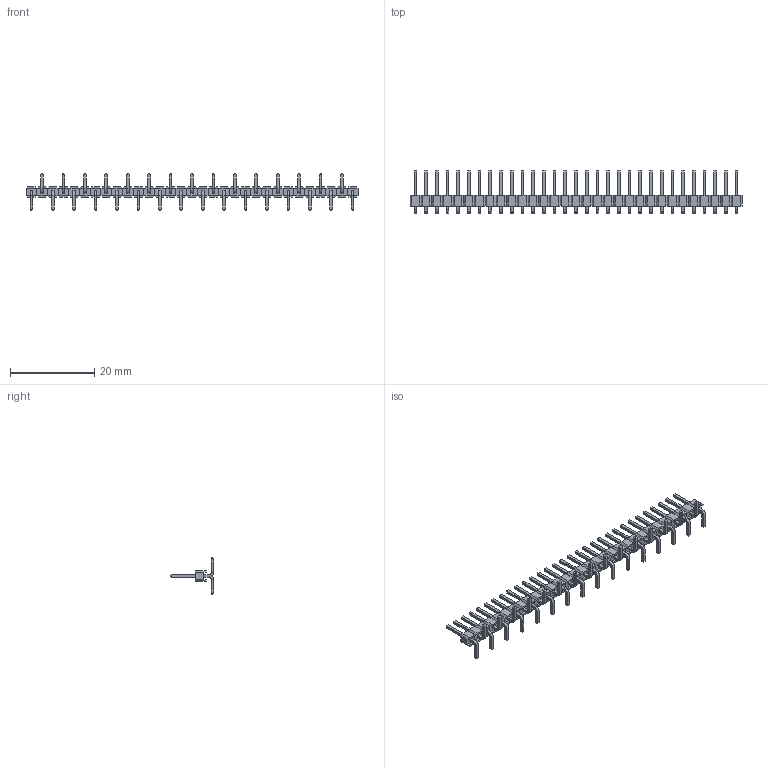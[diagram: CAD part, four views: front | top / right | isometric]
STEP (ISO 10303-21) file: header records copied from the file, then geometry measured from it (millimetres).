
FILE_DESCRIPTION (( 'STEP AP214' ), '1' );
FILE_NAME ('PLS-31SMD.STEP', '2019-07-03T10:33:01', ( '' ), ( '' ), 'SwSTEP 2.0', 'SolidWorks 2018', '' );
FILE_SCHEMA (( 'AUTOMOTIVE_DESIGN' ));
Length unit declared in the file: millimetre
Products named in the file (2): PLS-31SMD; PLS_SMD
Assembly tree (31 placements, depth 2):
  PLS-31SMD
    PLS_SMD  x31
Bounding box: 78.74 x 10.36 x 8.54 mm (x, y, z)
Volume: 558.3 mm3; surface area: 2060.1 mm2
Topology: 31 solids, 31 shells, 1240 faces, 2728 edges, 1612 vertices
Faces by surface type: plane 1178, cylinder 62
Entity records: 1802 total; most frequent: DIRECTION 240, CARTESIAN_POINT 214, ORIENTED_EDGE 176, EDGE_CURVE 88, LINE 84, VECTOR 84, AXIS2_PLACEMENT_3D 78, VERTEX_POINT 52
